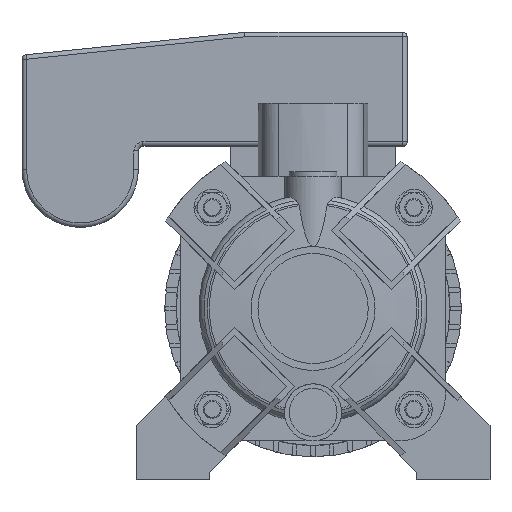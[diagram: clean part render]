
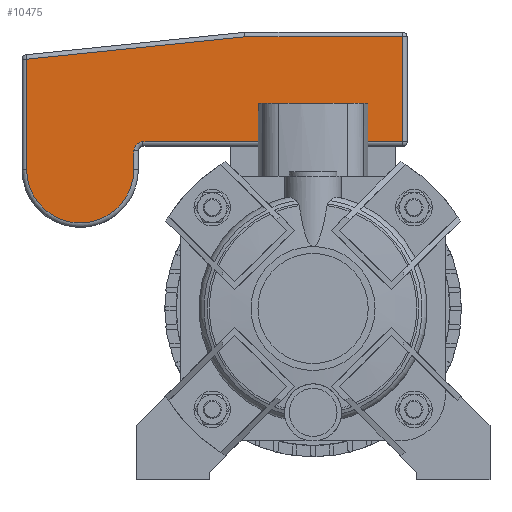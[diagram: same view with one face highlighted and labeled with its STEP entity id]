
A CAD part, left-side view. The second image highlights one B-rep face of the part: STEP entity #10475.
In plain terms, the highlighted planar face has unit normal (-1, 0, 0).
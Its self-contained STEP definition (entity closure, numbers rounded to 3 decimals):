
#1197=LINE('',#18854,#1976);
#1199=LINE('',#18863,#1978);
#1201=LINE('',#18901,#1980);
#1207=LINE('',#18917,#1986);
#1213=LINE('',#18926,#1992);
#1219=LINE('',#18935,#1998);
#1976=VECTOR('',#14305,10.);
#1978=VECTOR('',#14317,10.);
#1980=VECTOR('',#14361,10.);
#1986=VECTOR('',#14381,10.);
#1992=VECTOR('',#14393,10.);
#1998=VECTOR('',#14405,10.);
#2349=PLANE('',#11563);
#3031=FACE_OUTER_BOUND('',#3711,.T.);
#3711=EDGE_LOOP('',(#9674,#9675,#9676,#9677,#9678,#9679,#9680,#9681));
#4177=CIRCLE('',#11500,4.);
#4184=CIRCLE('',#11511,23.5);
#5170=VERTEX_POINT('',#18832);
#5172=VERTEX_POINT('',#18836);
#5175=VERTEX_POINT('',#18846);
#5176=VERTEX_POINT('',#18850);
#5178=VERTEX_POINT('',#18856);
#5184=VERTEX_POINT('',#18873);
#5190=VERTEX_POINT('',#18887);
#5193=VERTEX_POINT('',#18894);
#6643=EDGE_CURVE('',#5172,#5170,#4177,.T.);
#6651=EDGE_CURVE('',#5170,#5176,#1197,.T.);
#6654=EDGE_CURVE('',#5176,#5178,#4184,.T.);
#6656=EDGE_CURVE('',#5178,#5175,#1199,.T.);
#6673=EDGE_CURVE('',#5193,#5172,#1201,.T.);
#6682=EDGE_CURVE('',#5190,#5193,#1207,.T.);
#6688=EDGE_CURVE('',#5184,#5190,#1213,.T.);
#6694=EDGE_CURVE('',#5175,#5184,#1219,.T.);
#9674=ORIENTED_EDGE('',*,*,#6643,.F.);
#9675=ORIENTED_EDGE('',*,*,#6673,.F.);
#9676=ORIENTED_EDGE('',*,*,#6682,.F.);
#9677=ORIENTED_EDGE('',*,*,#6688,.F.);
#9678=ORIENTED_EDGE('',*,*,#6694,.F.);
#9679=ORIENTED_EDGE('',*,*,#6656,.F.);
#9680=ORIENTED_EDGE('',*,*,#6654,.F.);
#9681=ORIENTED_EDGE('',*,*,#6651,.F.);
#10475=ADVANCED_FACE('',(#3031),#2349,.F.);
#11500=AXIS2_PLACEMENT_3D('',#18838,#14286,#14287);
#11511=AXIS2_PLACEMENT_3D('',#18860,#14312,#14313);
#11563=AXIS2_PLACEMENT_3D('',#18969,#14448,#14449);
#14286=DIRECTION('center_axis',(-1.,0.,0.));
#14287=DIRECTION('ref_axis',(0.,0.707,0.707));
#14305=DIRECTION('',(0.,0.,-1.));
#14312=DIRECTION('center_axis',(1.,0.,0.));
#14313=DIRECTION('ref_axis',(0.,0.,-1.));
#14317=DIRECTION('',(0.,0.,1.));
#14361=DIRECTION('',(0.,1.,0.));
#14381=DIRECTION('',(0.,0.,-1.));
#14393=DIRECTION('',(0.,-1.,0.));
#14405=DIRECTION('',(0.,-0.995,0.102));
#14448=DIRECTION('center_axis',(1.,0.,0.));
#14449=DIRECTION('ref_axis',(0.,0.,-1.));
#18832=CARTESIAN_POINT('',(59.75,78.5,144.));
#18836=CARTESIAN_POINT('',(59.75,74.5,148.));
#18838=CARTESIAN_POINT('Origin',(59.75,74.5,144.));
#18846=CARTESIAN_POINT('',(59.75,125.5,184.195));
#18850=CARTESIAN_POINT('',(59.75,78.5,136.));
#18854=CARTESIAN_POINT('',(59.75,78.5,131.528));
#18856=CARTESIAN_POINT('',(59.75,125.5,136.));
#18860=CARTESIAN_POINT('Origin',(59.75,102.,136.));
#18863=CARTESIAN_POINT('',(59.75,125.5,156.528));
#18873=CARTESIAN_POINT('',(59.75,29.898,194.));
#18887=CARTESIAN_POINT('',(59.75,-39.25,194.));
#18894=CARTESIAN_POINT('',(59.75,-39.25,148.));
#18901=CARTESIAN_POINT('',(59.75,89.25,148.));
#18917=CARTESIAN_POINT('',(59.75,-39.25,136.528));
#18926=CARTESIAN_POINT('',(59.75,51.,194.));
#18935=CARTESIAN_POINT('',(59.75,68.92,189.998));
#18969=CARTESIAN_POINT('Origin',(59.75,102.,127.057));
